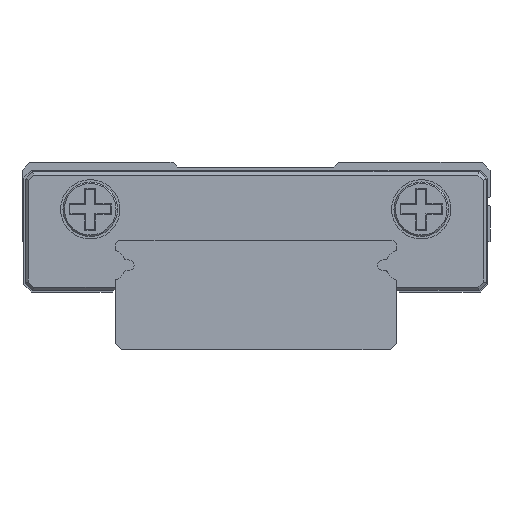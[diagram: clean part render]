
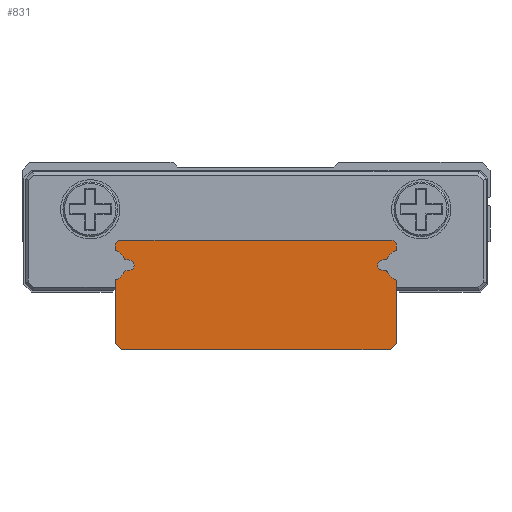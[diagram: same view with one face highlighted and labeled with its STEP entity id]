
A CAD part, front view. The second image highlights one B-rep face of the part: STEP entity #831.
In plain terms, the highlighted planar face has unit normal (0, -1, 0).
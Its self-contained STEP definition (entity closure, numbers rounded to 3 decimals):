
#529=FACE_OUTER_BOUND('',#2518,.T.);
#831=ADVANCED_FACE('',(#529),#999,.F.);
#999=PLANE('',#5712);
#1419=LINE('',#8515,#1885);
#1424=LINE('',#8532,#1890);
#1428=LINE('',#8544,#1894);
#1434=LINE('',#8568,#1900);
#1436=LINE('',#8586,#1902);
#1442=LINE('',#8610,#1908);
#1445=LINE('',#8616,#1911);
#1448=LINE('',#8624,#1914);
#1451=LINE('',#8630,#1917);
#1454=LINE('',#8636,#1920);
#1460=LINE('',#8660,#1926);
#1462=LINE('',#8678,#1928);
#1885=VECTOR('',#7022,1.);
#1890=VECTOR('',#7037,1.);
#1894=VECTOR('',#7049,1.);
#1900=VECTOR('',#7075,1.);
#1902=VECTOR('',#7085,1.);
#1908=VECTOR('',#7111,1.);
#1911=VECTOR('',#7116,1.);
#1914=VECTOR('',#7123,1.);
#1917=VECTOR('',#7128,1.);
#1920=VECTOR('',#7133,1.);
#1926=VECTOR('',#7159,1.);
#1928=VECTOR('',#7169,1.);
#2518=EDGE_LOOP('',(#3859,#3860,#3861,#3862,#3863,#3864,#3865,#3866,#3867,
#3868,#3869,#3870,#3871,#3872,#3873,#3874,#3875,#3876,#3877,#3878,#3879,
#3880,#3881,#3882,#3883,#3884,#3885,#3886));
#3859=ORIENTED_EDGE('',*,*,#4960,.F.);
#3860=ORIENTED_EDGE('',*,*,#5044,.F.);
#3861=ORIENTED_EDGE('',*,*,#5041,.F.);
#3862=ORIENTED_EDGE('',*,*,#5038,.F.);
#3863=ORIENTED_EDGE('',*,*,#5035,.F.);
#3864=ORIENTED_EDGE('',*,*,#5032,.F.);
#3865=ORIENTED_EDGE('',*,*,#5029,.F.);
#3866=ORIENTED_EDGE('',*,*,#5026,.F.);
#3867=ORIENTED_EDGE('',*,*,#5023,.F.);
#3868=ORIENTED_EDGE('',*,*,#5020,.F.);
#3869=ORIENTED_EDGE('',*,*,#5017,.F.);
#3870=ORIENTED_EDGE('',*,*,#5014,.F.);
#3871=ORIENTED_EDGE('',*,*,#5011,.F.);
#3872=ORIENTED_EDGE('',*,*,#5007,.F.);
#3873=ORIENTED_EDGE('',*,*,#5004,.F.);
#3874=ORIENTED_EDGE('',*,*,#5001,.F.);
#3875=ORIENTED_EDGE('',*,*,#4998,.F.);
#3876=ORIENTED_EDGE('',*,*,#4995,.F.);
#3877=ORIENTED_EDGE('',*,*,#4992,.F.);
#3878=ORIENTED_EDGE('',*,*,#4989,.F.);
#3879=ORIENTED_EDGE('',*,*,#4986,.F.);
#3880=ORIENTED_EDGE('',*,*,#4983,.F.);
#3881=ORIENTED_EDGE('',*,*,#4980,.F.);
#3882=ORIENTED_EDGE('',*,*,#4977,.F.);
#3883=ORIENTED_EDGE('',*,*,#4974,.F.);
#3884=ORIENTED_EDGE('',*,*,#4971,.F.);
#3885=ORIENTED_EDGE('',*,*,#4968,.F.);
#3886=ORIENTED_EDGE('',*,*,#4964,.F.);
#4304=VERTEX_POINT('',#8516);
#4305=VERTEX_POINT('',#8517);
#4308=VERTEX_POINT('',#8525);
#4311=VERTEX_POINT('',#8533);
#4313=VERTEX_POINT('',#8539);
#4315=VERTEX_POINT('',#8545);
#4317=VERTEX_POINT('',#8551);
#4319=VERTEX_POINT('',#8557);
#4321=VERTEX_POINT('',#8563);
#4323=VERTEX_POINT('',#8569);
#4325=VERTEX_POINT('',#8578);
#4327=VERTEX_POINT('',#8587);
#4329=VERTEX_POINT('',#8593);
#4331=VERTEX_POINT('',#8599);
#4333=VERTEX_POINT('',#8605);
#4335=VERTEX_POINT('',#8611);
#4337=VERTEX_POINT('',#8617);
#4340=VERTEX_POINT('',#8625);
#4342=VERTEX_POINT('',#8631);
#4344=VERTEX_POINT('',#8637);
#4346=VERTEX_POINT('',#8643);
#4348=VERTEX_POINT('',#8649);
#4350=VERTEX_POINT('',#8655);
#4352=VERTEX_POINT('',#8661);
#4354=VERTEX_POINT('',#8670);
#4356=VERTEX_POINT('',#8679);
#4358=VERTEX_POINT('',#8685);
#4360=VERTEX_POINT('',#8691);
#4960=EDGE_CURVE('',#4304,#4305,#1419,.T.);
#4964=EDGE_CURVE('',#4305,#4308,#5170,.T.);
#4968=EDGE_CURVE('',#4308,#4311,#1424,.T.);
#4971=EDGE_CURVE('',#4311,#4313,#5173,.T.);
#4974=EDGE_CURVE('',#4313,#4315,#1428,.T.);
#4977=EDGE_CURVE('',#4315,#4317,#5175,.T.);
#4980=EDGE_CURVE('',#4317,#4319,#5177,.T.);
#4983=EDGE_CURVE('',#4319,#4321,#5179,.T.);
#4986=EDGE_CURVE('',#4321,#4323,#1434,.T.);
#4989=EDGE_CURVE('',#4323,#4325,#5181,.T.);
#4992=EDGE_CURVE('',#4325,#4327,#1436,.T.);
#4995=EDGE_CURVE('',#4327,#4329,#5183,.T.);
#4998=EDGE_CURVE('',#4329,#4331,#5185,.T.);
#5001=EDGE_CURVE('',#4331,#4333,#5187,.T.);
#5004=EDGE_CURVE('',#4333,#4335,#1442,.T.);
#5007=EDGE_CURVE('',#4335,#4337,#1445,.T.);
#5011=EDGE_CURVE('',#4337,#4340,#1448,.T.);
#5014=EDGE_CURVE('',#4340,#4342,#1451,.T.);
#5017=EDGE_CURVE('',#4342,#4344,#1454,.T.);
#5020=EDGE_CURVE('',#4344,#4346,#5190,.T.);
#5023=EDGE_CURVE('',#4346,#4348,#5192,.T.);
#5026=EDGE_CURVE('',#4348,#4350,#5194,.T.);
#5029=EDGE_CURVE('',#4350,#4352,#1460,.T.);
#5032=EDGE_CURVE('',#4352,#4354,#5196,.T.);
#5035=EDGE_CURVE('',#4354,#4356,#1462,.T.);
#5038=EDGE_CURVE('',#4356,#4358,#5198,.T.);
#5041=EDGE_CURVE('',#4358,#4360,#5200,.T.);
#5044=EDGE_CURVE('',#4360,#4304,#5202,.T.);
#5170=CIRCLE('',#5650,0.3);
#5173=CIRCLE('',#5655,0.3);
#5175=CIRCLE('',#5659,0.1);
#5177=CIRCLE('',#5662,1.);
#5179=CIRCLE('',#5665,0.1);
#5181=CIRCLE('',#5669,0.334);
#5183=CIRCLE('',#5673,0.1);
#5185=CIRCLE('',#5676,1.);
#5187=CIRCLE('',#5679,0.1);
#5190=CIRCLE('',#5688,0.1);
#5192=CIRCLE('',#5691,1.);
#5194=CIRCLE('',#5694,0.1);
#5196=CIRCLE('',#5698,0.334);
#5198=CIRCLE('',#5702,0.1);
#5200=CIRCLE('',#5705,1.);
#5202=CIRCLE('',#5708,0.1);
#5650=AXIS2_PLACEMENT_3D('',#8524,#7028,#7029);
#5655=AXIS2_PLACEMENT_3D('',#8538,#7042,#7043);
#5659=AXIS2_PLACEMENT_3D('',#8550,#7054,#7055);
#5662=AXIS2_PLACEMENT_3D('',#8556,#7061,#7062);
#5665=AXIS2_PLACEMENT_3D('',#8562,#7068,#7069);
#5669=AXIS2_PLACEMENT_3D('',#8577,#7079,#7080);
#5673=AXIS2_PLACEMENT_3D('',#8592,#7090,#7091);
#5676=AXIS2_PLACEMENT_3D('',#8598,#7097,#7098);
#5679=AXIS2_PLACEMENT_3D('',#8604,#7104,#7105);
#5688=AXIS2_PLACEMENT_3D('',#8642,#7138,#7139);
#5691=AXIS2_PLACEMENT_3D('',#8648,#7145,#7146);
#5694=AXIS2_PLACEMENT_3D('',#8654,#7152,#7153);
#5698=AXIS2_PLACEMENT_3D('',#8669,#7163,#7164);
#5702=AXIS2_PLACEMENT_3D('',#8684,#7174,#7175);
#5705=AXIS2_PLACEMENT_3D('',#8690,#7181,#7182);
#5708=AXIS2_PLACEMENT_3D('',#8696,#7188,#7189);
#5712=AXIS2_PLACEMENT_3D('',#8700,#7196,#7197);
#7022=DIRECTION('',(0.,0.,1.));
#7028=DIRECTION('',(0.,1.,0.));
#7029=DIRECTION('',(1.,0.,0.));
#7037=DIRECTION('',(1.,0.,0.));
#7042=DIRECTION('',(0.,1.,0.));
#7043=DIRECTION('',(1.,0.,0.));
#7049=DIRECTION('',(0.,0.,-1.));
#7054=DIRECTION('',(0.,1.,0.));
#7055=DIRECTION('',(1.,0.,0.));
#7061=DIRECTION('',(0.,-1.,0.));
#7062=DIRECTION('',(1.,0.,0.));
#7068=DIRECTION('',(0.,1.,0.));
#7069=DIRECTION('',(1.,0.,0.));
#7075=DIRECTION('',(-0.996,0.,-0.087));
#7079=DIRECTION('',(0.,-1.,0.));
#7080=DIRECTION('',(1.,0.,0.));
#7085=DIRECTION('',(0.996,0.,-0.087));
#7090=DIRECTION('',(0.,1.,0.));
#7091=DIRECTION('',(1.,0.,0.));
#7097=DIRECTION('',(0.,-1.,0.));
#7098=DIRECTION('',(1.,0.,0.));
#7104=DIRECTION('',(0.,1.,0.));
#7105=DIRECTION('',(1.,0.,0.));
#7111=DIRECTION('',(0.,0.,-1.));
#7116=DIRECTION('',(-0.707,0.,-0.707));
#7123=DIRECTION('',(-1.,0.,0.));
#7128=DIRECTION('',(-0.707,0.,0.707));
#7133=DIRECTION('',(0.,0.,1.));
#7138=DIRECTION('',(0.,1.,0.));
#7139=DIRECTION('',(1.,0.,0.));
#7145=DIRECTION('',(0.,-1.,0.));
#7146=DIRECTION('',(1.,0.,0.));
#7152=DIRECTION('',(0.,1.,0.));
#7153=DIRECTION('',(1.,0.,0.));
#7159=DIRECTION('',(0.996,0.,0.087));
#7163=DIRECTION('',(0.,-1.,0.));
#7164=DIRECTION('',(1.,0.,0.));
#7169=DIRECTION('',(-0.996,0.,0.087));
#7174=DIRECTION('',(0.,1.,0.));
#7175=DIRECTION('',(1.,0.,0.));
#7181=DIRECTION('',(0.,-1.,0.));
#7182=DIRECTION('',(1.,0.,0.));
#7188=DIRECTION('',(0.,1.,0.));
#7189=DIRECTION('',(1.,0.,0.));
#7196=DIRECTION('',(0.,1.,0.));
#7197=DIRECTION('',(-1.,0.,0.));
#8515=CARTESIAN_POINT('',(-9.,-105.8,6.436));
#8516=CARTESIAN_POINT('',(-9.,-105.8,6.436));
#8517=CARTESIAN_POINT('',(-9.,-105.8,6.72));
#8524=CARTESIAN_POINT('',(-8.7,-105.8,6.72));
#8525=CARTESIAN_POINT('',(-8.7,-105.8,7.02));
#8532=CARTESIAN_POINT('',(-8.7,-105.8,7.02));
#8533=CARTESIAN_POINT('',(8.7,-105.8,7.02));
#8538=CARTESIAN_POINT('',(8.7,-105.8,6.72));
#8539=CARTESIAN_POINT('',(9.,-105.8,6.72));
#8544=CARTESIAN_POINT('',(9.,-105.8,6.72));
#8545=CARTESIAN_POINT('',(9.,-105.8,6.436));
#8550=CARTESIAN_POINT('',(8.9,-105.8,6.436));
#8551=CARTESIAN_POINT('',(8.938,-105.8,6.343));
#8556=CARTESIAN_POINT('',(9.323,-105.8,5.42));
#8557=CARTESIAN_POINT('',(8.411,-105.8,5.831));
#8562=CARTESIAN_POINT('',(8.32,-105.8,5.872));
#8563=CARTESIAN_POINT('',(8.328,-105.8,5.773));
#8568=CARTESIAN_POINT('',(8.328,-105.8,5.773));
#8569=CARTESIAN_POINT('',(8.072,-105.8,5.75));
#8577=CARTESIAN_POINT('',(8.124,-105.8,5.42));
#8578=CARTESIAN_POINT('',(8.073,-105.8,5.09));
#8586=CARTESIAN_POINT('',(8.072,-105.8,5.09));
#8587=CARTESIAN_POINT('',(8.328,-105.8,5.067));
#8592=CARTESIAN_POINT('',(8.32,-105.8,4.968));
#8593=CARTESIAN_POINT('',(8.411,-105.8,5.009));
#8598=CARTESIAN_POINT('',(9.323,-105.8,5.42));
#8599=CARTESIAN_POINT('',(8.938,-105.8,4.497));
#8604=CARTESIAN_POINT('',(8.9,-105.8,4.404));
#8605=CARTESIAN_POINT('',(9.,-105.8,4.404));
#8610=CARTESIAN_POINT('',(9.,-105.8,4.404));
#8611=CARTESIAN_POINT('',(9.,-105.8,0.42));
#8616=CARTESIAN_POINT('',(9.,-105.8,0.42));
#8617=CARTESIAN_POINT('',(8.6,-105.8,0.02));
#8624=CARTESIAN_POINT('',(-6.1,-105.8,0.02));
#8625=CARTESIAN_POINT('',(-8.6,-105.8,0.02));
#8630=CARTESIAN_POINT('',(-8.6,-105.8,0.02));
#8631=CARTESIAN_POINT('',(-9.,-105.8,0.42));
#8636=CARTESIAN_POINT('',(-9.,-105.8,0.42));
#8637=CARTESIAN_POINT('',(-9.,-105.8,4.404));
#8642=CARTESIAN_POINT('',(-8.9,-105.8,4.404));
#8643=CARTESIAN_POINT('',(-8.938,-105.8,4.497));
#8648=CARTESIAN_POINT('',(-9.323,-105.8,5.42));
#8649=CARTESIAN_POINT('',(-8.411,-105.8,5.009));
#8654=CARTESIAN_POINT('',(-8.32,-105.8,4.968));
#8655=CARTESIAN_POINT('',(-8.328,-105.8,5.067));
#8660=CARTESIAN_POINT('',(-8.328,-105.8,5.067));
#8661=CARTESIAN_POINT('',(-8.072,-105.8,5.09));
#8669=CARTESIAN_POINT('',(-8.124,-105.8,5.42));
#8670=CARTESIAN_POINT('',(-8.072,-105.8,5.75));
#8678=CARTESIAN_POINT('',(-8.072,-105.8,5.75));
#8679=CARTESIAN_POINT('',(-8.328,-105.8,5.773));
#8684=CARTESIAN_POINT('',(-8.32,-105.8,5.872));
#8685=CARTESIAN_POINT('',(-8.411,-105.8,5.831));
#8690=CARTESIAN_POINT('',(-9.323,-105.8,5.42));
#8691=CARTESIAN_POINT('',(-8.938,-105.8,6.343));
#8696=CARTESIAN_POINT('',(-8.9,-105.8,6.436));
#8700=CARTESIAN_POINT('',(-8.7,-105.8,6.72));
